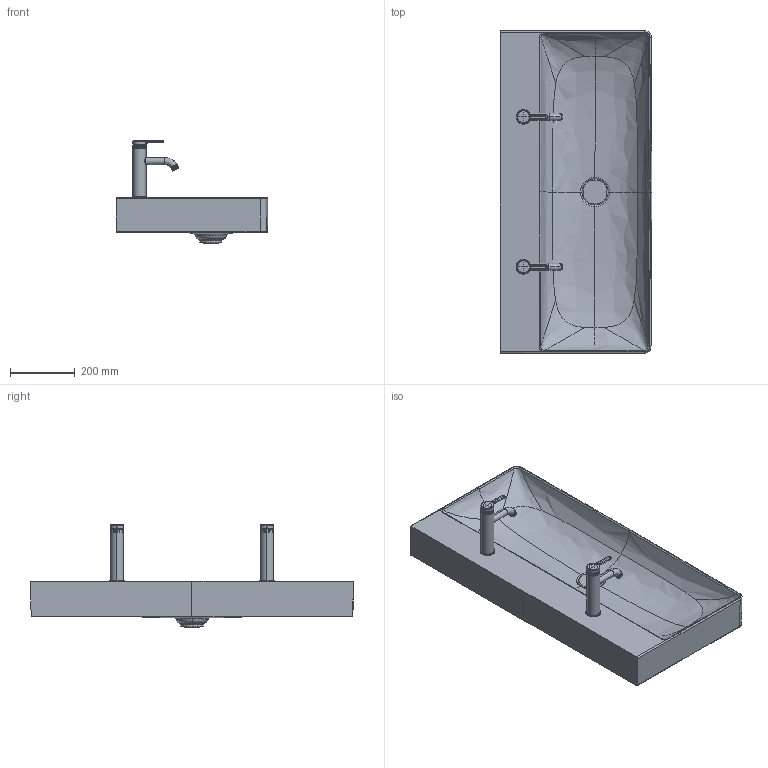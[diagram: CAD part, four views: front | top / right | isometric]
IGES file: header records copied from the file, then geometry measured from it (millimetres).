
Global section: file name: No Iges File Name specified; native system: Autodesk Inventor 2011; preprocessor: AutoDesk Inventor Iges Exporter R2011; author: Administrator; date: 20170625.202017; units: millimetre
Bounding box: 470.4 x 1000.29 x 318.83 mm (x, y, z)
Volume: 14900340.7 mm3; surface area: 1659052.2 mm2
Topology: 13 solids, 19 shells, 658 faces, 1593 edges, 984 vertices
Faces by surface type: bspline 205, revolution 146, plane 145, cylinder 97, torus 41, cone 18, sphere 6
